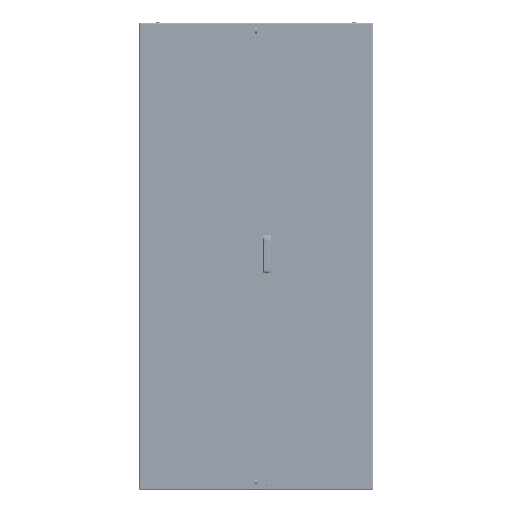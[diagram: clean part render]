
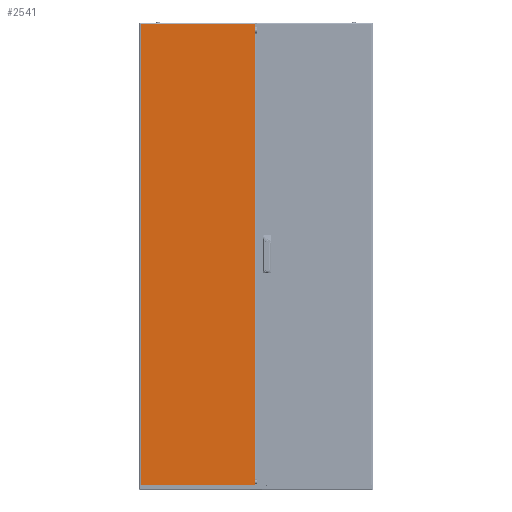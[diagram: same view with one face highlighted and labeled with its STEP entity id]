
A CAD part, top view. The second image highlights one B-rep face of the part: STEP entity #2541.
In plain terms, the highlighted planar face has unit normal (0, 0, 1).
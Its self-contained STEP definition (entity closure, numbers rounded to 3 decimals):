
#2541=ADVANCED_FACE('',(#14096),#14097,.T.);
#14096=FACE_OUTER_BOUND('',#39434,.T.);
#14097=PLANE('',#39435);
#39434=EDGE_LOOP('',(#73813,#73814,#73815,#73816));
#39435=AXIS2_PLACEMENT_3D('',#73817,#73818,#73819);
#73813=ORIENTED_EDGE('',*,*,#153330,.T.);
#73814=ORIENTED_EDGE('',*,*,#153329,.F.);
#73815=ORIENTED_EDGE('',*,*,#153328,.F.);
#73816=ORIENTED_EDGE('',*,*,#153337,.T.);
#73817=CARTESIAN_POINT('',(-497.0,796.75,401.5));
#73818=DIRECTION('',(0.0,0.0,1.0));
#73819=DIRECTION('',(-1.0,0.0,0.0));
#153328=EDGE_CURVE('',#181485,#181462,#181487,.T.);
#153329=EDGE_CURVE('',#181462,#181467,#181488,.T.);
#153330=EDGE_CURVE('',#181489,#181467,#181490,.T.);
#153337=EDGE_CURVE('',#181485,#181489,#181499,.T.);
#181462=VERTEX_POINT('',#227113);
#181467=VERTEX_POINT('',#227130);
#181485=VERTEX_POINT('',#227186);
#181487=LINE('',#227193,#227194);
#181488=LINE('',#227195,#227196);
#181489=VERTEX_POINT('',#227197);
#181490=LINE('',#227198,#227199);
#181499=LINE('',#227226,#227227);
#227113=CARTESIAN_POINT('',(-6.0,793.75,401.5));
#227130=CARTESIAN_POINT('',(-6.0,-1177.25,401.5));
#227186=CARTESIAN_POINT('',(-494.0,793.75,401.5));
#227193=CARTESIAN_POINT('',(-494.0,793.75,401.5));
#227194=VECTOR('',#297223,488.0);
#227195=CARTESIAN_POINT('',(-6.0,793.75,401.5));
#227196=VECTOR('',#297224,1971.0);
#227197=CARTESIAN_POINT('',(-494.0,-1177.25,401.5));
#227198=CARTESIAN_POINT('',(-494.0,-1177.25,401.5));
#227199=VECTOR('',#297225,488.0);
#227226=CARTESIAN_POINT('',(-494.0,793.75,401.5));
#227227=VECTOR('',#297229,1971.0);
#297223=DIRECTION('',(1.0,0.0,0.0));
#297224=DIRECTION('',(0.0,-1.0,0.0));
#297225=DIRECTION('',(1.0,0.0,0.0));
#297229=DIRECTION('',(0.0,-1.0,0.0));
